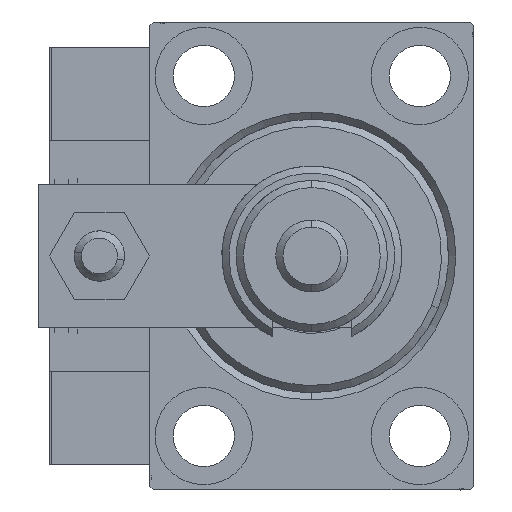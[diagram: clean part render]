
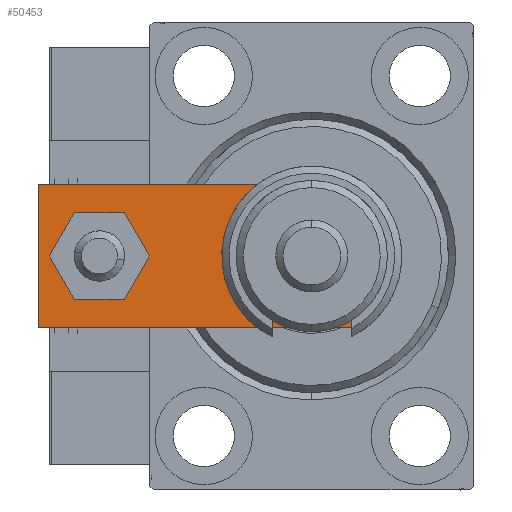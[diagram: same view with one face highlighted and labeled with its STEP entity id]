
A CAD part, left-side view. The second image highlights one B-rep face of the part: STEP entity #50453.
In plain terms, the highlighted face is planar.
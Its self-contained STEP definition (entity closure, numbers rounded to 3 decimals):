
#1924 = EDGE_CURVE ( 'NONE', #38113, #25912, #45273, .T. ) ;
#2399 = ORIENTED_EDGE ( 'NONE', *, *, #20767, .T. ) ;
#3116 = VECTOR ( 'NONE', #35797, 1000. ) ;
#4208 = CARTESIAN_POINT ( 'NONE',  ( 0., 39.5, 6. ) ) ;
#4589 = LINE ( 'NONE', #37531, #21649 ) ;
#4719 = AXIS2_PLACEMENT_3D ( 'NONE', #44133, #19755, #32077 ) ;
#4899 = AXIS2_PLACEMENT_3D ( 'NONE', #4208, #33123, #7717 ) ;
#5082 = VERTEX_POINT ( 'NONE', #25176 ) ;
#6642 = DIRECTION ( 'NONE',  ( 1., 0., 0. ) ) ;
#7016 = ORIENTED_EDGE ( 'NONE', *, *, #48484, .T. ) ;
#7717 = DIRECTION ( 'NONE',  ( 1., 0., 0. ) ) ;
#7848 = DIRECTION ( 'NONE',  ( 0., 1., 0. ) ) ;
#8440 = CARTESIAN_POINT ( 'NONE',  ( 4., 39.5, 6. ) ) ;
#9241 = EDGE_CURVE ( 'NONE', #34035, #43049, #4589, .T. ) ;
#9759 = EDGE_CURVE ( 'NONE', #39217, #41087, #44712, .T. ) ;
#10526 = CARTESIAN_POINT ( 'NONE',  ( -5.76, 0., 6. ) ) ;
#11497 = CARTESIAN_POINT ( 'NONE',  ( 0., 10., 6. ) ) ;
#11668 = CARTESIAN_POINT ( 'NONE',  ( 5.76, 0., 6. ) ) ;
#12916 = CARTESIAN_POINT ( 'NONE',  ( 10., 4.24, 6. ) ) ;
#13209 = VECTOR ( 'NONE', #33746, 1000. ) ;
#15179 = CARTESIAN_POINT ( 'NONE',  ( -2.88, -2.88, 6. ) ) ;
#15194 = DIRECTION ( 'NONE',  ( 1., 0., 0. ) ) ;
#16011 = PLANE ( 'NONE',  #4719 ) ;
#16044 = CIRCLE ( 'NONE', #4899, 4. ) ;
#16790 = FACE_BOUND ( 'NONE', #19349, .T. ) ;
#17426 = LINE ( 'NONE', #17689, #13209 ) ;
#17689 = CARTESIAN_POINT ( 'NONE',  ( 2.88, -2.88, 6. ) ) ;
#18548 = ORIENTED_EDGE ( 'NONE', *, *, #9241, .T. ) ;
#18802 = EDGE_CURVE ( 'NONE', #43049, #5082, #28405, .T. ) ;
#19349 = EDGE_LOOP ( 'NONE', ( #22961, #20135 ) ) ;
#19755 = DIRECTION ( 'NONE',  ( 0., 0., 1. ) ) ;
#19900 = LINE ( 'NONE', #52014, #50891 ) ;
#20032 = FACE_OUTER_BOUND ( 'NONE', #43813, .T. ) ;
#20135 = ORIENTED_EDGE ( 'NONE', *, *, #23174, .F. ) ;
#20679 = DIRECTION ( 'NONE',  ( -1., 0., 0. ) ) ;
#20767 = EDGE_CURVE ( 'NONE', #5082, #22380, #35532, .T. ) ;
#21649 = VECTOR ( 'NONE', #20679, 1000. ) ;
#22380 = VERTEX_POINT ( 'NONE', #10526 ) ;
#22961 = ORIENTED_EDGE ( 'NONE', *, *, #9759, .F. ) ;
#23174 = EDGE_CURVE ( 'NONE', #41087, #39217, #16044, .T. ) ;
#23698 = LINE ( 'NONE', #46980, #35080 ) ;
#24562 = CARTESIAN_POINT ( 'NONE',  ( 0., 10., 6. ) ) ;
#25159 = DIRECTION ( 'NONE',  ( 1., 0., 0. ) ) ;
#25176 = CARTESIAN_POINT ( 'NONE',  ( -10., 4.24, 6. ) ) ;
#25912 = VERTEX_POINT ( 'NONE', #46381 ) ;
#26233 = ORIENTED_EDGE ( 'NONE', *, *, #1924, .F. ) ;
#26718 = VERTEX_POINT ( 'NONE', #11668 ) ;
#27359 = ORIENTED_EDGE ( 'NONE', *, *, #51143, .T. ) ;
#27514 = DIRECTION ( 'NONE',  ( 0., 0., 1. ) ) ;
#27805 = FACE_BOUND ( 'NONE', #37593, .T. ) ;
#27885 = CARTESIAN_POINT ( 'NONE',  ( -10., 48., 6. ) ) ;
#28211 = ORIENTED_EDGE ( 'NONE', *, *, #30336, .F. ) ;
#28405 = LINE ( 'NONE', #27885, #48368 ) ;
#30336 = EDGE_CURVE ( 'NONE', #25912, #38113, #49412, .T. ) ;
#30663 = DIRECTION ( 'NONE',  ( 1., 0., 0. ) ) ;
#31856 = ORIENTED_EDGE ( 'NONE', *, *, #18802, .T. ) ;
#32077 = DIRECTION ( 'NONE',  ( 1., 0., 0. ) ) ;
#33123 = DIRECTION ( 'NONE',  ( 0., 0., 1. ) ) ;
#33746 = DIRECTION ( 'NONE',  ( 0.707, 0.707, 0. ) ) ;
#34024 = AXIS2_PLACEMENT_3D ( 'NONE', #24562, #27514, #15194 ) ;
#34035 = VERTEX_POINT ( 'NONE', #52229 ) ;
#34500 = DIRECTION ( 'NONE',  ( 0., 0., 1. ) ) ;
#35080 = VECTOR ( 'NONE', #30663, 1000. ) ;
#35532 = LINE ( 'NONE', #15179, #3116 ) ;
#35612 = EDGE_CURVE ( 'NONE', #22380, #26718, #23698, .T. ) ;
#35797 = DIRECTION ( 'NONE',  ( 0.707, -0.707, 0. ) ) ;
#36140 = CARTESIAN_POINT ( 'NONE',  ( -4., 39.5, 6. ) ) ;
#37531 = CARTESIAN_POINT ( 'NONE',  ( 10., 48., 6. ) ) ;
#37593 = EDGE_LOOP ( 'NONE', ( #28211, #26233 ) ) ;
#38113 = VERTEX_POINT ( 'NONE', #39003 ) ;
#38274 = CARTESIAN_POINT ( 'NONE',  ( 0., 39.5, 6. ) ) ;
#38769 = ORIENTED_EDGE ( 'NONE', *, *, #35612, .T. ) ;
#39003 = CARTESIAN_POINT ( 'NONE',  ( 7.25, 10., 6. ) ) ;
#39217 = VERTEX_POINT ( 'NONE', #36140 ) ;
#40202 = DIRECTION ( 'NONE',  ( 0., -1., 0. ) ) ;
#41087 = VERTEX_POINT ( 'NONE', #8440 ) ;
#41211 = DIRECTION ( 'NONE',  ( 0., 0., 1. ) ) ;
#43049 = VERTEX_POINT ( 'NONE', #47406 ) ;
#43813 = EDGE_LOOP ( 'NONE', ( #31856, #2399, #38769, #7016, #27359, #18548 ) ) ;
#44133 = CARTESIAN_POINT ( 'NONE',  ( 0., 0., 6. ) ) ;
#44712 = CIRCLE ( 'NONE', #48978, 4. ) ;
#45273 = CIRCLE ( 'NONE', #48676, 7.25 ) ;
#46381 = CARTESIAN_POINT ( 'NONE',  ( -7.25, 10., 6. ) ) ;
#46980 = CARTESIAN_POINT ( 'NONE',  ( -10., 0., 6. ) ) ;
#47406 = CARTESIAN_POINT ( 'NONE',  ( -10., 48., 6. ) ) ;
#48045 = VERTEX_POINT ( 'NONE', #12916 ) ;
#48368 = VECTOR ( 'NONE', #40202, 1000. ) ;
#48484 = EDGE_CURVE ( 'NONE', #26718, #48045, #17426, .T. ) ;
#48676 = AXIS2_PLACEMENT_3D ( 'NONE', #11497, #41211, #25159 ) ;
#48978 = AXIS2_PLACEMENT_3D ( 'NONE', #38274, #34500, #6642 ) ;
#49412 = CIRCLE ( 'NONE', #34024, 7.25 ) ;
#50453 = ADVANCED_FACE ( 'NONE', ( #16790, #20032, #27805 ), #16011, .T. ) ;
#50891 = VECTOR ( 'NONE', #7848, 1000. ) ;
#51143 = EDGE_CURVE ( 'NONE', #48045, #34035, #19900, .T. ) ;
#52014 = CARTESIAN_POINT ( 'NONE',  ( 10., 0., 6. ) ) ;
#52229 = CARTESIAN_POINT ( 'NONE',  ( 10., 48., 6. ) ) ;
